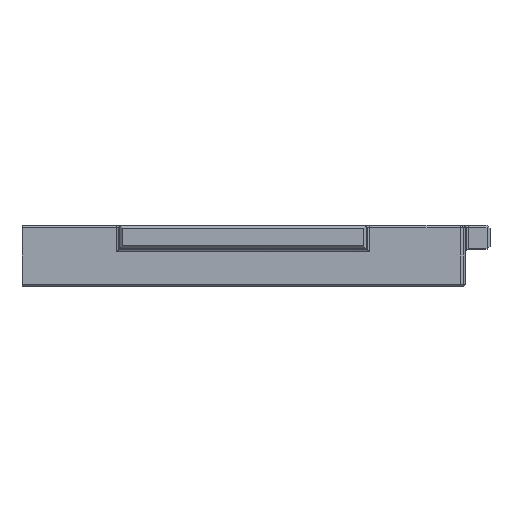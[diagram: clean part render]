
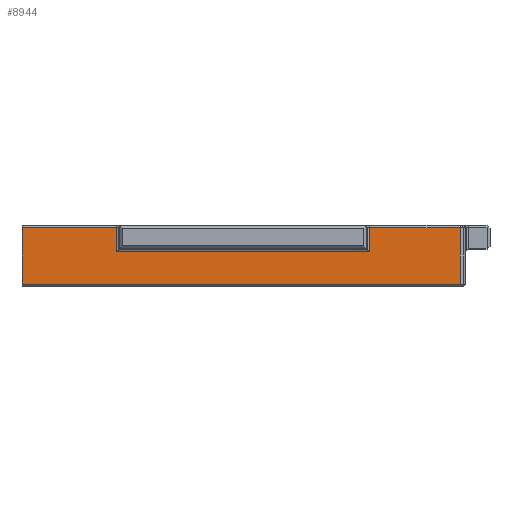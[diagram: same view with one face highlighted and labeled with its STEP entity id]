
A CAD part, top view. The second image highlights one B-rep face of the part: STEP entity #8944.
In plain terms, the highlighted planar face has unit normal (0, 0, 1).
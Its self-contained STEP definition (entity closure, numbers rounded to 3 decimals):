
#113 = ORIENTED_EDGE ( 'NONE', *, *, #8442, .F. ) ;
#147 = VERTEX_POINT ( 'NONE', #626 ) ;
#219 = DIRECTION ( 'NONE',  ( 0., 1., 0. ) ) ;
#246 = EDGE_CURVE ( 'NONE', #147, #15021, #11376, .T. ) ;
#479 = EDGE_CURVE ( 'NONE', #147, #5789, #3896, .T. ) ;
#626 = CARTESIAN_POINT ( 'NONE',  ( 100.3, 19.5, 59.8 ) ) ;
#798 = DIRECTION ( 'NONE',  ( 1., 0., 0. ) ) ;
#1574 = LINE ( 'NONE', #6036, #6724 ) ;
#1753 = CARTESIAN_POINT ( 'NONE',  ( -79.7, 27.6, 59.8 ) ) ;
#1961 = CARTESIAN_POINT ( 'NONE',  ( 180., 14.6, 59.8 ) ) ;
#2017 = DIRECTION ( 'NONE',  ( 0., -1., 0. ) ) ;
#2148 = CARTESIAN_POINT ( 'NONE',  ( 180., 19.5, 59.8 ) ) ;
#2181 = ORIENTED_EDGE ( 'NONE', *, *, #479, .F. ) ;
#3025 = CARTESIAN_POINT ( 'NONE',  ( 119.4, 19.5, 59.8 ) ) ;
#3896 = LINE ( 'NONE', #2148, #4292 ) ;
#4292 = VECTOR ( 'NONE', #798, 1000. ) ;
#4440 = VECTOR ( 'NONE', #15314, 1000. ) ;
#4988 = CARTESIAN_POINT ( 'NONE',  ( 119.4, 22.6, 59.8 ) ) ;
#5125 = CARTESIAN_POINT ( 'NONE',  ( 189., 19.5, 59.8 ) ) ;
#5387 = CARTESIAN_POINT ( 'NONE',  ( 119.4, 14.6, 59.8 ) ) ;
#5789 = VERTEX_POINT ( 'NONE', #3025 ) ;
#6036 = CARTESIAN_POINT ( 'NONE',  ( 170.6, 22.6, 59.8 ) ) ;
#6081 = ORIENTED_EDGE ( 'NONE', *, *, #246, .T. ) ;
#6252 = AXIS2_PLACEMENT_3D ( 'NONE', #1753, #13660, #17926 ) ;
#6537 = LINE ( 'NONE', #4988, #18961 ) ;
#6724 = VECTOR ( 'NONE', #219, 1000. ) ;
#6975 = VERTEX_POINT ( 'NONE', #9137 ) ;
#7000 = CARTESIAN_POINT ( 'NONE',  ( 167.525, 8., 59.8 ) ) ;
#7108 = EDGE_CURVE ( 'NONE', #11133, #18642, #12224, .T. ) ;
#7499 = VERTEX_POINT ( 'NONE', #13175 ) ;
#7635 = VERTEX_POINT ( 'NONE', #5125 ) ;
#7970 = DIRECTION ( 'NONE',  ( 1., 0., 0. ) ) ;
#8442 = EDGE_CURVE ( 'NONE', #5789, #11133, #6537, .T. ) ;
#8944 = ADVANCED_FACE ( 'NONE', ( #9028 ), #11935, .T. ) ;
#9028 = FACE_OUTER_BOUND ( 'NONE', #17025, .T. ) ;
#9137 = CARTESIAN_POINT ( 'NONE',  ( 189., 8., 59.8 ) ) ;
#9512 = EDGE_CURVE ( 'NONE', #7635, #6975, #12376, .T. ) ;
#10201 = ORIENTED_EDGE ( 'NONE', *, *, #18402, .F. ) ;
#11133 = VERTEX_POINT ( 'NONE', #5387 ) ;
#11376 = LINE ( 'NONE', #17275, #12170 ) ;
#11935 = PLANE ( 'NONE',  #6252 ) ;
#11965 = CARTESIAN_POINT ( 'NONE',  ( 100.3, 8., 59.8 ) ) ;
#11972 = ORIENTED_EDGE ( 'NONE', *, *, #9512, .F. ) ;
#12054 = ORIENTED_EDGE ( 'NONE', *, *, #16827, .F. ) ;
#12170 = VECTOR ( 'NONE', #13982, 1000. ) ;
#12200 = EDGE_CURVE ( 'NONE', #7499, #7635, #16962, .T. ) ;
#12224 = LINE ( 'NONE', #1961, #4440 ) ;
#12376 = LINE ( 'NONE', #15370, #13991 ) ;
#12411 = CARTESIAN_POINT ( 'NONE',  ( 180., 19.5, 59.8 ) ) ;
#12463 = ORIENTED_EDGE ( 'NONE', *, *, #12200, .F. ) ;
#13065 = VECTOR ( 'NONE', #7970, 1000. ) ;
#13088 = DIRECTION ( 'NONE',  ( -1., 0., 0. ) ) ;
#13175 = CARTESIAN_POINT ( 'NONE',  ( 170.6, 19.5, 59.8 ) ) ;
#13660 = DIRECTION ( 'NONE',  ( 0., 0., 1. ) ) ;
#13982 = DIRECTION ( 'NONE',  ( 0., -1., 0. ) ) ;
#13991 = VECTOR ( 'NONE', #2017, 1000. ) ;
#14641 = ORIENTED_EDGE ( 'NONE', *, *, #7108, .F. ) ;
#15021 = VERTEX_POINT ( 'NONE', #11965 ) ;
#15314 = DIRECTION ( 'NONE',  ( 1., 0., 0. ) ) ;
#15370 = CARTESIAN_POINT ( 'NONE',  ( 189., 27.6, 59.8 ) ) ;
#15716 = VECTOR ( 'NONE', #13088, 1000. ) ;
#16827 = EDGE_CURVE ( 'NONE', #18642, #7499, #1574, .T. ) ;
#16962 = LINE ( 'NONE', #12411, #13065 ) ;
#17025 = EDGE_LOOP ( 'NONE', ( #6081, #10201, #11972, #12463, #12054, #14641, #113, #2181 ) ) ;
#17040 = CARTESIAN_POINT ( 'NONE',  ( 170.6, 14.6, 59.8 ) ) ;
#17275 = CARTESIAN_POINT ( 'NONE',  ( 100.3, 20.325, 59.8 ) ) ;
#17870 = DIRECTION ( 'NONE',  ( 0., -1., 0. ) ) ;
#17926 = DIRECTION ( 'NONE',  ( 1., 0., 0. ) ) ;
#18402 = EDGE_CURVE ( 'NONE', #6975, #15021, #18995, .T. ) ;
#18642 = VERTEX_POINT ( 'NONE', #17040 ) ;
#18961 = VECTOR ( 'NONE', #17870, 1000. ) ;
#18995 = LINE ( 'NONE', #7000, #15716 ) ;
